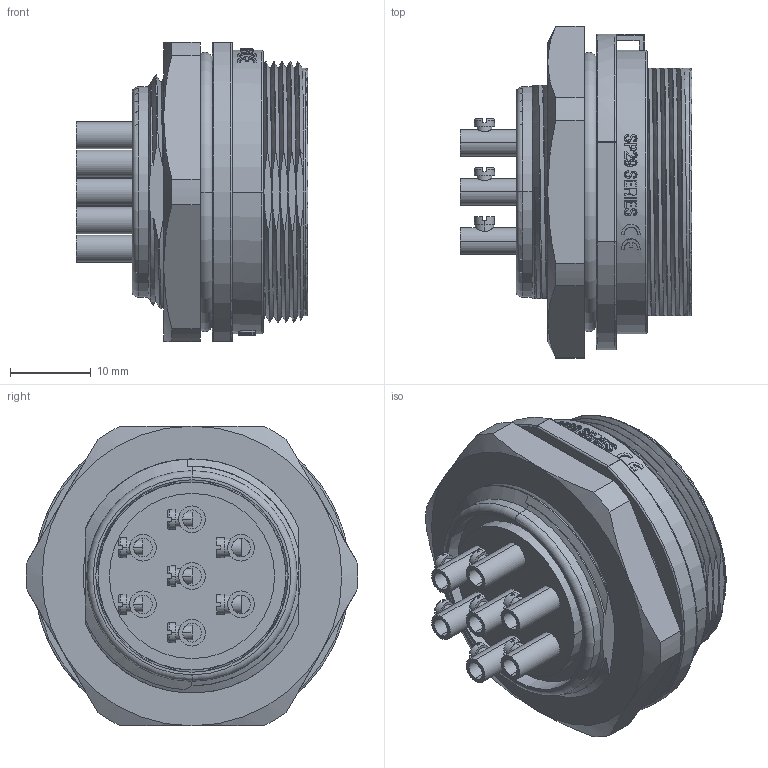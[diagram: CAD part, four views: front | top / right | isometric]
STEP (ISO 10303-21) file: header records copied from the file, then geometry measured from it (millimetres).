
FILE_DESCRIPTION((''),'2;1');
FILE_NAME('SP29-Z','2018-10-26T',('Administrator'),(''),'PRO/ENGINEER BY PARAMETRIC TECHNOLOGY CORPORATION, 2015240','PRO/ENGINEER BY PARAMETRIC TECHNOLOGY CORPORATION, 2015240','');
FILE_SCHEMA(('CONFIG_CONTROL_DESIGN'));
Length unit declared in the file: millimetre
Products named in the file (1): SP29-Z
Bounding box: 28.6 x 40.99 x 37 mm (x, y, z)
Volume: 13604.3 mm3; surface area: 9744.3 mm2
Topology: 1 solids, 3 shells, 725 faces, 1890 edges, 1214 vertices
Faces by surface type: plane 278, bspline 187, cylinder 170, torus 42, sphere 24, cone 20, extrusion 4
Entity records: 32660 total; most frequent: CARTESIAN_POINT 16085, ORIENTED_EDGE 3732, DIRECTION 2931, EDGE_CURVE 1866, VERTEX_POINT 1214, AXIS2_PLACEMENT_3D 1065, VECTOR 801, EDGE_LOOP 798
